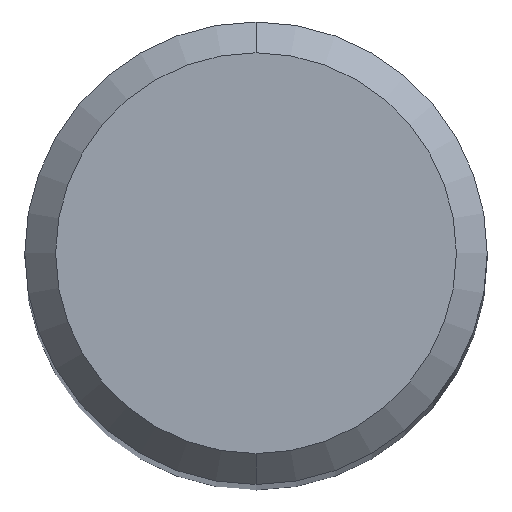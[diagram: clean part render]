
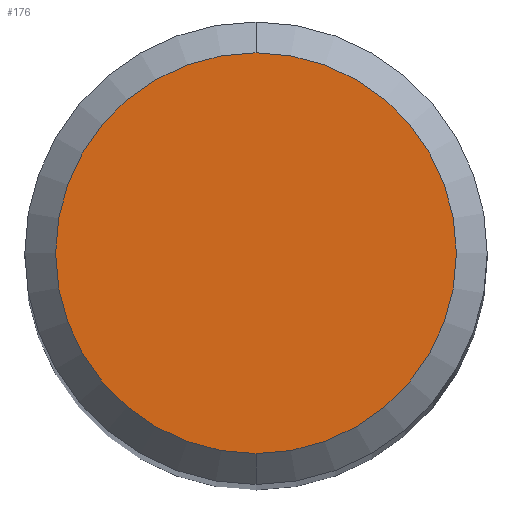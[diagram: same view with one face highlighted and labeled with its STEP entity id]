
A CAD part, top view. The second image highlights one B-rep face of the part: STEP entity #176.
In plain terms, the highlighted planar face has unit normal (0, 0, 1).
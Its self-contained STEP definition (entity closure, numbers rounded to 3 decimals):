
#144=VERTEX_POINT('',#298);
#146=VERTEX_POINT('',#300);
#176=ADVANCED_FACE('',(#333),#334,.T.);
#182=EDGE_CURVE('',#144,#146,#341,.T.);
#186=EDGE_CURVE('',#146,#144,#346,.T.);
#298=CARTESIAN_POINT('',(0.0,2.6,0.));
#300=CARTESIAN_POINT('',(0.,-2.6,0.));
#333=FACE_OUTER_BOUND('',#514,.T.);
#334=PLANE('',#515);
#341=CIRCLE('',#523,2.6);
#346=CIRCLE('',#529,2.6);
#514=EDGE_LOOP('',(#695,#696));
#515=AXIS2_PLACEMENT_3D('',#697,#698,#699);
#523=AXIS2_PLACEMENT_3D('',#708,#709,#710);
#529=AXIS2_PLACEMENT_3D('',#719,#720,#721);
#695=ORIENTED_EDGE('',*,*,#182,.F.);
#696=ORIENTED_EDGE('',*,*,#186,.F.);
#697=CARTESIAN_POINT('',(0.0,1.3,0.));
#698=DIRECTION('',(-0.0,0.0,1.0));
#699=DIRECTION('',(0.0,-1.0,0.0));
#708=CARTESIAN_POINT('',(0.0,0.0,0.));
#709=DIRECTION('',(0.0,0.0,-1.0));
#710=DIRECTION('',(0.0,1.0,0.0));
#719=CARTESIAN_POINT('',(0.0,0.0,0.));
#720=DIRECTION('',(0.0,0.0,-1.0));
#721=DIRECTION('',(0.0,1.0,0.0));
